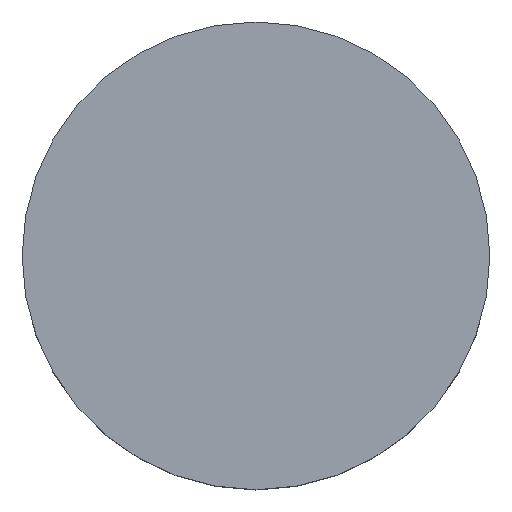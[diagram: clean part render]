
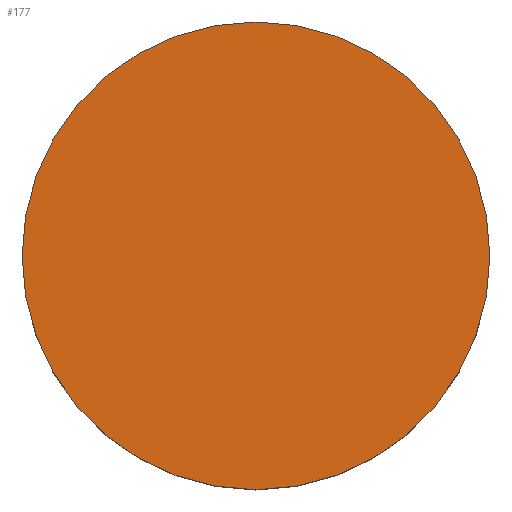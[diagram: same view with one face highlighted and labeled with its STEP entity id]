
A CAD part, top view. The second image highlights one B-rep face of the part: STEP entity #177.
In plain terms, the highlighted planar face has unit normal (0, 0, 1).
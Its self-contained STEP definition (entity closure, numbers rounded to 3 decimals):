
#4 = CARTESIAN_POINT ( 'NONE',  ( 0., 0., 7. ) ) ;
#25 = ORIENTED_EDGE ( 'NONE', *, *, #190, .T. ) ;
#27 = DIRECTION ( 'NONE',  ( 1., 0., 0. ) ) ;
#54 = CIRCLE ( 'NONE', #100, 11. ) ;
#62 = ORIENTED_EDGE ( 'NONE', *, *, #219, .T. ) ;
#64 = DIRECTION ( 'NONE',  ( 1., 0., 0. ) ) ;
#81 = DIRECTION ( 'NONE',  ( 0., 0., 1. ) ) ;
#84 = CARTESIAN_POINT ( 'NONE',  ( 0., 0., 7. ) ) ;
#86 = CARTESIAN_POINT ( 'NONE',  ( 11., 0., 7. ) ) ;
#87 = AXIS2_PLACEMENT_3D ( 'NONE', #4, #189, #27 ) ;
#97 = DIRECTION ( 'NONE',  ( 0., 0., 1. ) ) ;
#100 = AXIS2_PLACEMENT_3D ( 'NONE', #84, #81, #64 ) ;
#110 = CARTESIAN_POINT ( 'NONE',  ( -11., 0., 7. ) ) ;
#117 = EDGE_LOOP ( 'NONE', ( #62, #25 ) ) ;
#125 = PLANE ( 'NONE',  #87 ) ;
#135 = CIRCLE ( 'NONE', #199, 11. ) ;
#149 = VERTEX_POINT ( 'NONE', #110 ) ;
#156 = FACE_OUTER_BOUND ( 'NONE', #117, .T. ) ;
#172 = CARTESIAN_POINT ( 'NONE',  ( 0., 0., 7. ) ) ;
#177 = ADVANCED_FACE ( 'NONE', ( #156 ), #125, .T. ) ;
#189 = DIRECTION ( 'NONE',  ( 0., 0., 1. ) ) ;
#190 = EDGE_CURVE ( 'NONE', #201, #149, #135, .T. ) ;
#199 = AXIS2_PLACEMENT_3D ( 'NONE', #172, #97, #217 ) ;
#201 = VERTEX_POINT ( 'NONE', #86 ) ;
#217 = DIRECTION ( 'NONE',  ( 1., 0., 0. ) ) ;
#219 = EDGE_CURVE ( 'NONE', #149, #201, #54, .T. ) ;
